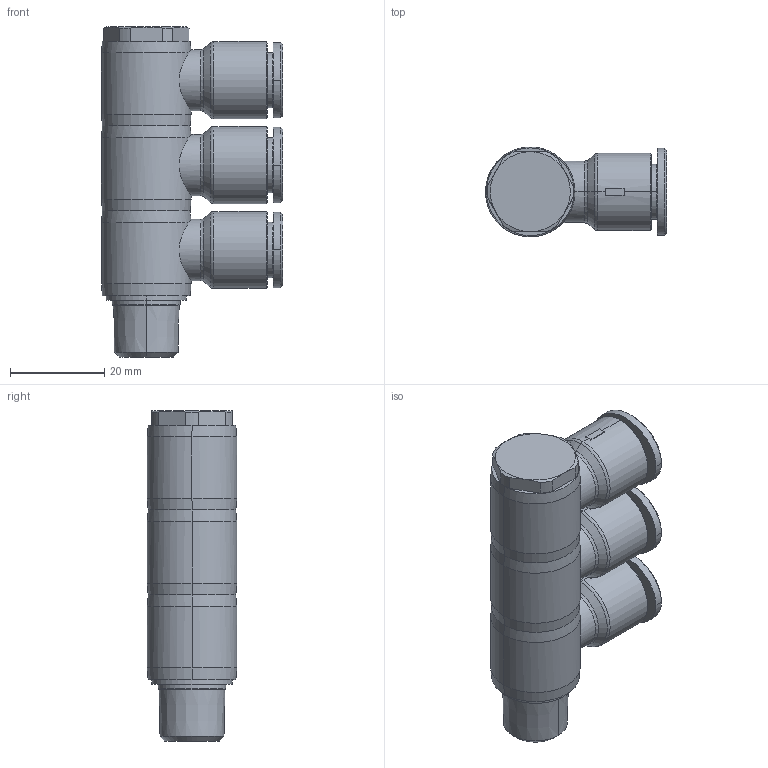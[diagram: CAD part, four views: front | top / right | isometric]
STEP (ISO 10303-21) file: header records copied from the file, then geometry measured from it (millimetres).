
FILE_DESCRIPTION((''),'2;1');
FILE_NAME('GPH_1002(3)(3D).stp','2012-12-20T16:28:53',(''),(''),'Mechanical Desktop.R8.0.24.0','Mechanical Desktop.R8.0.24.0',', , ');
FILE_SCHEMA(('CONFIG_CONTROL_DESIGN'));
Length unit declared in the file: millimetre
Products named in the file (2): GPH_1002(3)(3D); 睡ヶ1
Assembly tree (1 placements, depth 2):
  GPH_1002(3)(3D)
    睡ヶ1
Bounding box: 38.4 x 19 x 70 mm (x, y, z)
Volume: 21243.6 mm3; surface area: 11926 mm2
Topology: 1 solids, 1 shells, 1300 faces, 3684 edges, 2431 vertices
Faces by surface type: plane 1167, cone 52, cylinder 45, bspline 30, torus 6
Entity records: 42942 total; most frequent: CARTESIAN_POINT 9191, ORIENTED_EDGE 7364, DIRECTION 6328, EDGE_CURVE 3682, VECTOR 3442, LINE 3442, VERTEX_POINT 2431, AXIS2_PLACEMENT_3D 1443
